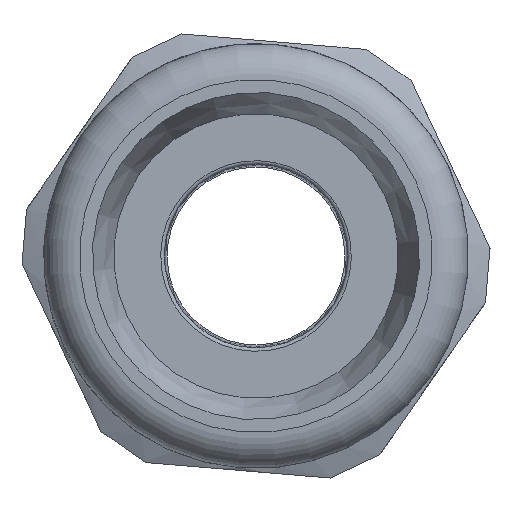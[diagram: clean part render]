
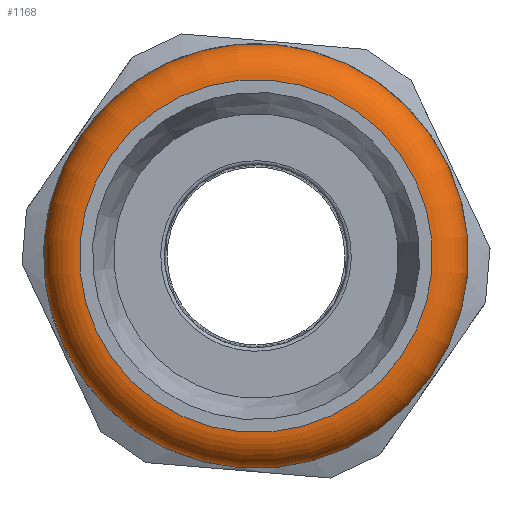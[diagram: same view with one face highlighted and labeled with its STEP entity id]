
A CAD part, left-side view. The second image highlights one B-rep face of the part: STEP entity #1168.
In plain terms, the highlighted toroidal (fillet/blend) face has major radius 9.85 mm and minor radius 2 mm.
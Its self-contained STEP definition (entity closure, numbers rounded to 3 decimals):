
#43=TOROIDAL_SURFACE('',#1305,9.85,2.);
#260=FACE_BOUND('',#406,.T.);
#319=FACE_OUTER_BOUND('',#405,.T.);
#405=EDGE_LOOP('',(#903));
#406=EDGE_LOOP('',(#904));
#513=CIRCLE('',#1306,9.85);
#514=CIRCLE('',#1307,11.85);
#589=VERTEX_POINT('',#3044);
#590=VERTEX_POINT('',#3046);
#722=EDGE_CURVE('',#589,#589,#513,.T.);
#723=EDGE_CURVE('',#590,#590,#514,.T.);
#903=ORIENTED_EDGE('',*,*,#722,.T.);
#904=ORIENTED_EDGE('',*,*,#723,.T.);
#1168=ADVANCED_FACE('',(#319,#260),#43,.T.);
#1305=AXIS2_PLACEMENT_3D('',#3043,#1477,#1478);
#1306=AXIS2_PLACEMENT_3D('',#3045,#1479,#1480);
#1307=AXIS2_PLACEMENT_3D('',#3047,#1481,#1482);
#1477=DIRECTION('center_axis',(1.,0.,0.));
#1478=DIRECTION('ref_axis',(0.,0.,-1.));
#1479=DIRECTION('center_axis',(1.,0.,0.));
#1480=DIRECTION('ref_axis',(0.,-1.,0.));
#1481=DIRECTION('center_axis',(-1.,0.,0.));
#1482=DIRECTION('ref_axis',(0.,-1.,0.));
#3043=CARTESIAN_POINT('Origin',(-14.07,0.,0.));
#3044=CARTESIAN_POINT('',(-16.07,9.85,0.));
#3045=CARTESIAN_POINT('Origin',(-16.07,0.,0.));
#3046=CARTESIAN_POINT('',(-14.07,11.85,0.));
#3047=CARTESIAN_POINT('Origin',(-14.07,0.,0.));
